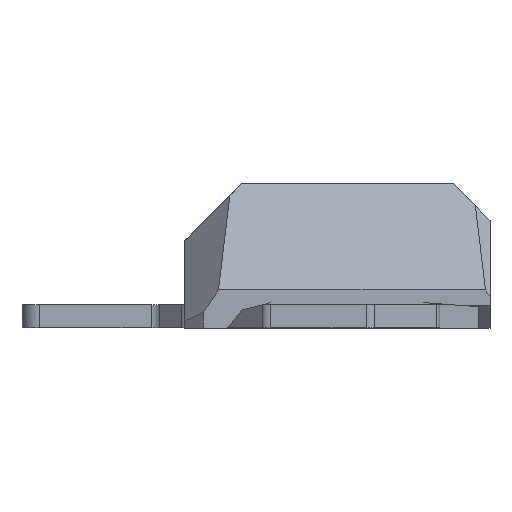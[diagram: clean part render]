
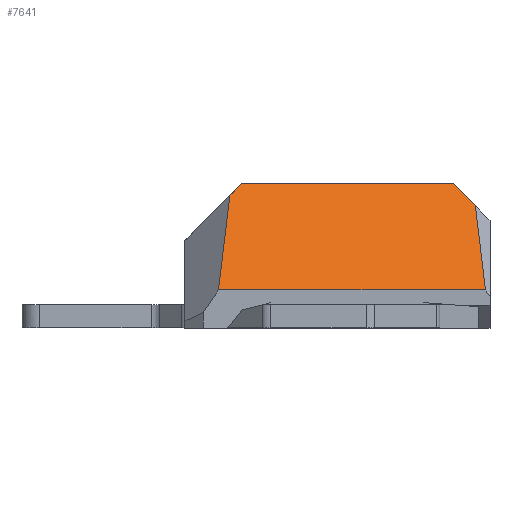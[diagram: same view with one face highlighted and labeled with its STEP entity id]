
A CAD part, front view. The second image highlights one B-rep face of the part: STEP entity #7641.
In plain terms, the highlighted planar face has unit normal (0, -0.796, 0.606).
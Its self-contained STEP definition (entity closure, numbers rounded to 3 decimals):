
#590 = LINE ( 'NONE', #10807, #5495 ) ;
#757 = LINE ( 'NONE', #5904, #1521 ) ;
#833 = ORIENTED_EDGE ( 'NONE', *, *, #5945, .F. ) ;
#902 = CARTESIAN_POINT ( 'NONE',  ( -106.176, 86.521, 172. ) ) ;
#1204 = ORIENTED_EDGE ( 'NONE', *, *, #11605, .F. ) ;
#1521 = VECTOR ( 'NONE', #3448, 1000. ) ;
#1624 = CARTESIAN_POINT ( 'NONE',  ( -144.739, 84.997, 169.997 ) ) ;
#1656 = EDGE_CURVE ( 'NONE', #15909, #4279, #590, .T. ) ;
#2191 = DIRECTION ( 'NONE',  ( -1., 0., 0. ) ) ;
#2631 = VECTOR ( 'NONE', #7577, 1000. ) ;
#2833 = LINE ( 'NONE', #6716, #4946 ) ;
#3280 = VERTEX_POINT ( 'NONE', #902 ) ;
#3448 = DIRECTION ( 'NONE',  ( 0.623, 0.474, 0.623 ) ) ;
#4279 = VERTEX_POINT ( 'NONE', #1624 ) ;
#4422 = FACE_OUTER_BOUND ( 'NONE', #11069, .T. ) ;
#4508 = PLANE ( 'NONE',  #4722 ) ;
#4567 = ORIENTED_EDGE ( 'NONE', *, *, #15968, .F. ) ;
#4676 = EDGE_CURVE ( 'NONE', #15909, #12298, #12669, .T. ) ;
#4722 = AXIS2_PLACEMENT_3D ( 'NONE', #15043, #7360, #16234 ) ;
#4812 = ORIENTED_EDGE ( 'NONE', *, *, #4676, .T. ) ;
#4946 = VECTOR ( 'NONE', #7981, 1000. ) ;
#5438 = VERTEX_POINT ( 'NONE', #7789 ) ;
#5495 = VECTOR ( 'NONE', #9707, 1000. ) ;
#5694 = CARTESIAN_POINT ( 'NONE',  ( -142.736, 86.521, 172. ) ) ;
#5904 = CARTESIAN_POINT ( 'NONE',  ( -157.763, 75.088, 156.973 ) ) ;
#5945 = EDGE_CURVE ( 'NONE', #5438, #12298, #2833, .T. ) ;
#6449 = EDGE_CURVE ( 'NONE', #3280, #8750, #7516, .T. ) ;
#6586 = CARTESIAN_POINT ( 'NONE',  ( -146.709, 72.55, 153.638 ) ) ;
#6716 = CARTESIAN_POINT ( 'NONE',  ( -101.072, 75.535, 157.561 ) ) ;
#7360 = DIRECTION ( 'NONE',  ( 0., 0.796, -0.606 ) ) ;
#7516 = LINE ( 'NONE', #12495, #9281 ) ;
#7550 = ORIENTED_EDGE ( 'NONE', *, *, #1656, .F. ) ;
#7577 = DIRECTION ( 'NONE',  ( 0.623, -0.474, -0.623 ) ) ;
#7641 = ADVANCED_FACE ( 'NONE', ( #4422 ), #4508, .F. ) ;
#7789 = CARTESIAN_POINT ( 'NONE',  ( -102.35, 83.61, 168.174 ) ) ;
#7981 = DIRECTION ( 'NONE',  ( 0.095, -0.603, -0.792 ) ) ;
#8179 = DIRECTION ( 'NONE',  ( 1., 0., 0. ) ) ;
#8750 = VERTEX_POINT ( 'NONE', #5694 ) ;
#8844 = LINE ( 'NONE', #15345, #2631 ) ;
#9281 = VECTOR ( 'NONE', #2191, 1000. ) ;
#9707 = DIRECTION ( 'NONE',  ( 0.095, 0.603, 0.792 ) ) ;
#10138 = CARTESIAN_POINT ( 'NONE',  ( -152.498, 72.55, 153.638 ) ) ;
#10807 = CARTESIAN_POINT ( 'NONE',  ( -146.762, 72.217, 153.201 ) ) ;
#11069 = EDGE_LOOP ( 'NONE', ( #7550, #4812, #833, #1204, #15633, #4567 ) ) ;
#11605 = EDGE_CURVE ( 'NONE', #3280, #5438, #8844, .T. ) ;
#11964 = VECTOR ( 'NONE', #8179, 1000. ) ;
#12252 = CARTESIAN_POINT ( 'NONE',  ( -100.599, 72.55, 153.638 ) ) ;
#12298 = VERTEX_POINT ( 'NONE', #12252 ) ;
#12495 = CARTESIAN_POINT ( 'NONE',  ( 0., 86.521, 172. ) ) ;
#12669 = LINE ( 'NONE', #10138, #11964 ) ;
#15043 = CARTESIAN_POINT ( 'NONE',  ( -152.498, 72.55, 153.638 ) ) ;
#15345 = CARTESIAN_POINT ( 'NONE',  ( -112.896, 91.634, 178.72 ) ) ;
#15633 = ORIENTED_EDGE ( 'NONE', *, *, #6449, .T. ) ;
#15909 = VERTEX_POINT ( 'NONE', #6586 ) ;
#15968 = EDGE_CURVE ( 'NONE', #4279, #8750, #757, .T. ) ;
#16234 = DIRECTION ( 'NONE',  ( 0., 0.606, 0.796 ) ) ;
